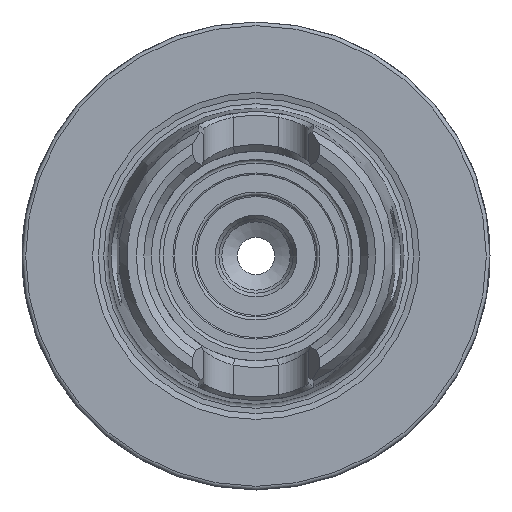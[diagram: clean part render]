
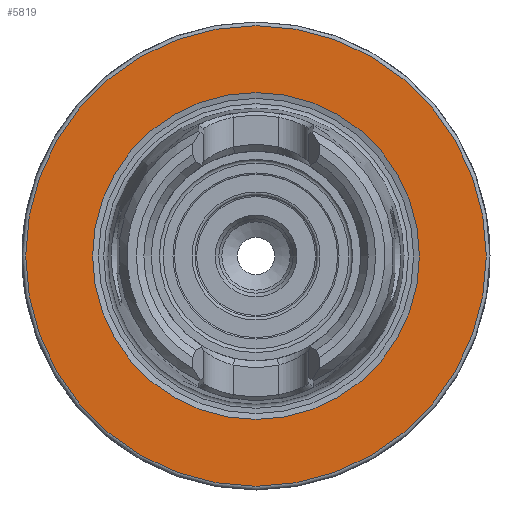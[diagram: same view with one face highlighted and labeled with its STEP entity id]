
A CAD part, left-side view. The second image highlights one B-rep face of the part: STEP entity #5819.
In plain terms, the highlighted planar face has unit normal (-1, 0, 0).
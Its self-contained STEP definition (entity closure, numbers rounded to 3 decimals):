
#5785=CARTESIAN_POINT('',(0.0,22.,0.0));
#5786=VERTEX_POINT('',#5785);
#5787=CARTESIAN_POINT('',(0.0,0.,0.0));
#5788=DIRECTION('',(1.0,0.0,0.0));
#5789=DIRECTION('',(0.0,1.0,0.0));
#5790=AXIS2_PLACEMENT_3D('',#5787,#5788,#5789);
#5791=CIRCLE('',#5790,22.);
#5792=EDGE_CURVE('',#5786,#5786,#5791,.T.);
#5800=CARTESIAN_POINT('',(0.0,26.5,0.0));
#5801=DIRECTION('',(-1.0,0.0,0.0));
#5802=DIRECTION('',(0.0,0.0,1.0));
#5803=AXIS2_PLACEMENT_3D('',#5800,#5801,#5802);
#5804=PLANE('',#5803);
#5805=CARTESIAN_POINT('',(0.0,31.,0.0));
#5806=VERTEX_POINT('',#5805);
#5807=CARTESIAN_POINT('',(0.0,0.,0.0));
#5808=DIRECTION('',(1.0,0.0,0.0));
#5809=DIRECTION('',(0.0,1.0,0.0));
#5810=AXIS2_PLACEMENT_3D('',#5807,#5808,#5809);
#5811=CIRCLE('',#5810,31.);
#5812=EDGE_CURVE('',#5806,#5806,#5811,.T.);
#5813=ORIENTED_EDGE('',*,*,#5812,.F.);
#5814=EDGE_LOOP('',(#5813));
#5815=FACE_OUTER_BOUND('',#5814,.T.);
#5816=ORIENTED_EDGE('',*,*,#5792,.T.);
#5817=EDGE_LOOP('',(#5816));
#5818=FACE_BOUND('',#5817,.T.);
#5819=ADVANCED_FACE('',(#5815,#5818),#5804,.T.);
